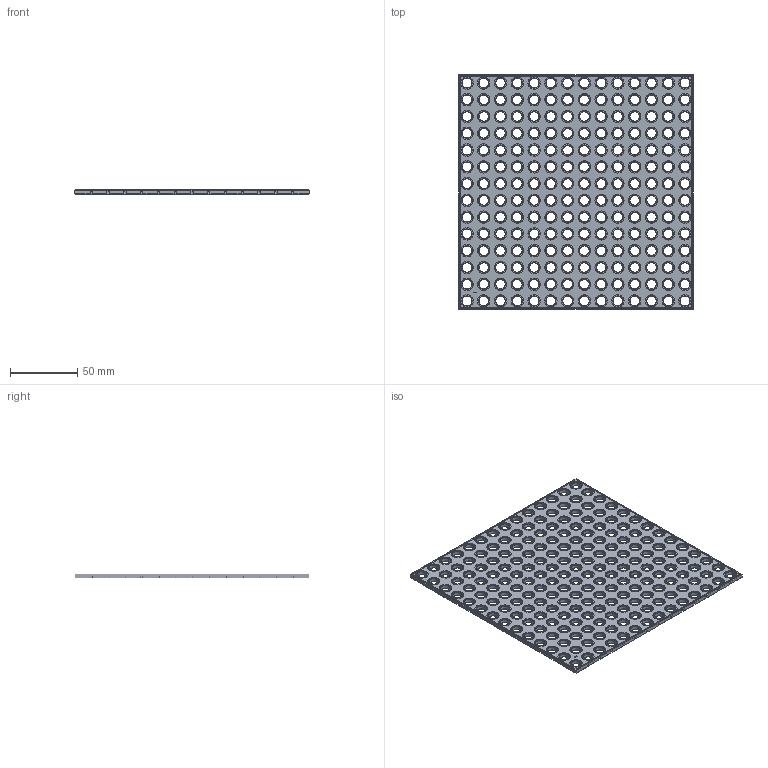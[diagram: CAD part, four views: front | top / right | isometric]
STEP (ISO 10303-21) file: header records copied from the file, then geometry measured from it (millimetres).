
FILE_DESCRIPTION(('FreeCAD Model'),'2;1');
FILE_NAME('Open CASCADE Shape Model','2024-02-25T16:46:19',(''),(''), 'Open CASCADE STEP processor 7.6','FreeCAD','Unknown');
FILE_SCHEMA(('AUTOMOTIVE_DESIGN { 1 0 10303 214 1 1 1 1 }'));
Products named in the file (1): Plate SQR CRNS BU14x00.25 - SPN-PLT-0073 (stemfie.org)
Bounding box: 175 x 175 x 3.12 mm (x, y, z)
Volume: 66645.1 mm3; surface area: 62999.9 mm2
Topology: 1 solids, 1 shells, 2333 faces, 5909 edges, 3806 vertices
Faces by surface type: plane 1039, cylinder 756, cone 392, extrusion 146
Full cylindrical faces by diameter (mm): 7 x196, 9.2 x196
Entity records: 149482 total; most frequent: CARTESIAN_POINT 29447, DIRECTION 22485, VECTOR 13181, LINE 13035, ORIENTED_EDGE 11818, PCURVE 11818, DEFINITIONAL_REPRESENTATION 11818, EDGE_CURVE 5909
